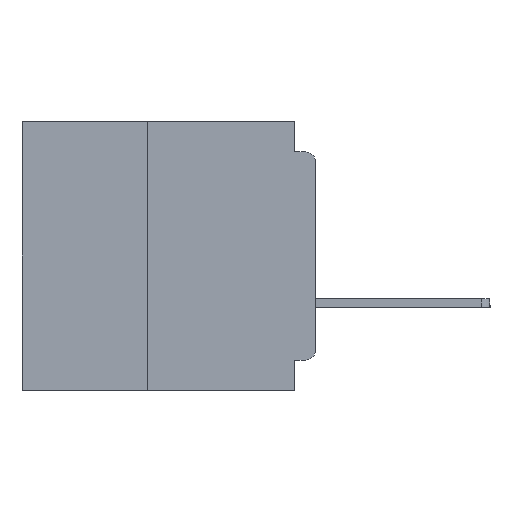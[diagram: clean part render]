
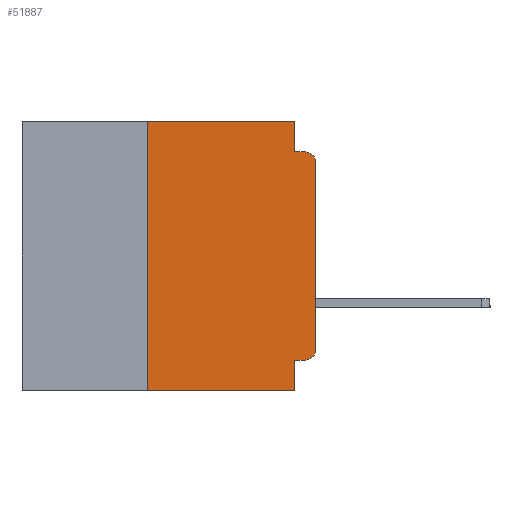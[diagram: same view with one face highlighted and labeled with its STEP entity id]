
A CAD part, left-side view. The second image highlights one B-rep face of the part: STEP entity #51887.
In plain terms, the highlighted planar face has unit normal (-1, 0, 0).
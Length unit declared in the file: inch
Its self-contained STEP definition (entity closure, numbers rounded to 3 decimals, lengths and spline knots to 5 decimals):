
#306 = LINE ( 'NONE', #39820, #59861 ) ;
#490 = CIRCLE ( 'NONE', #41845, 0.015 ) ;
#509 = VERTEX_POINT ( 'NONE', #39472 ) ;
#840 = EDGE_CURVE ( 'NONE', #509, #56032, #43967, .T. ) ;
#1084 = ORIENTED_EDGE ( 'NONE', *, *, #21600, .F. ) ;
#1610 = CARTESIAN_POINT ( 'NONE',  ( 0., 0.031, -0.4 ) ) ;
#1921 = CIRCLE ( 'NONE', #58233, 0.015 ) ;
#2207 = CARTESIAN_POINT ( 'NONE',  ( 0., 0., -0.045 ) ) ;
#3227 = ORIENTED_EDGE ( 'NONE', *, *, #11099, .T. ) ;
#3275 = EDGE_CURVE ( 'NONE', #33770, #5203, #306, .T. ) ;
#3806 = VERTEX_POINT ( 'NONE', #35889 ) ;
#4281 = EDGE_CURVE ( 'NONE', #8388, #36809, #58204, .T. ) ;
#5203 = VERTEX_POINT ( 'NONE', #29058 ) ;
#5960 = LINE ( 'NONE', #2207, #40493 ) ;
#6665 = EDGE_CURVE ( 'NONE', #51019, #3806, #5960, .T. ) ;
#7568 = CARTESIAN_POINT ( 'NONE',  ( 0., 0.25, -0.4 ) ) ;
#8388 = VERTEX_POINT ( 'NONE', #27386 ) ;
#8505 = VECTOR ( 'NONE', #39172, 39.37008 ) ;
#9038 = DIRECTION ( 'NONE',  ( -1., 0., 0. ) ) ;
#9732 = VECTOR ( 'NONE', #18176, 39.37008 ) ;
#10155 = EDGE_CURVE ( 'NONE', #5203, #27677, #60548, .T. ) ;
#10732 = ORIENTED_EDGE ( 'NONE', *, *, #6665, .F. ) ;
#11099 = EDGE_CURVE ( 'NONE', #53013, #27677, #58483, .T. ) ;
#12339 = PLANE ( 'NONE',  #55227 ) ;
#12760 = CARTESIAN_POINT ( 'NONE',  ( 0., 0.015, -0.06 ) ) ;
#12921 = VECTOR ( 'NONE', #48771, 39.37008 ) ;
#15555 = CARTESIAN_POINT ( 'NONE',  ( 0., 0.437, -0.4 ) ) ;
#16629 = EDGE_CURVE ( 'NONE', #56032, #3806, #1921, .T. ) ;
#16634 = FACE_OUTER_BOUND ( 'NONE', #30995, .T. ) ;
#16796 = ORIENTED_EDGE ( 'NONE', *, *, #20778, .T. ) ;
#17123 = DIRECTION ( 'NONE',  ( 1., 0., 0. ) ) ;
#17176 = CARTESIAN_POINT ( 'NONE',  ( 0., 0.437, 0. ) ) ;
#17548 = DIRECTION ( 'NONE',  ( 0., 0., -1. ) ) ;
#18176 = DIRECTION ( 'NONE',  ( 0., -1., 0. ) ) ;
#20778 = EDGE_CURVE ( 'NONE', #33770, #509, #490, .T. ) ;
#20993 = CARTESIAN_POINT ( 'NONE',  ( 0., 0., 0. ) ) ;
#21600 = EDGE_CURVE ( 'NONE', #36809, #51019, #50406, .T. ) ;
#22225 = VECTOR ( 'NONE', #59298, 39.37008 ) ;
#22441 = ORIENTED_EDGE ( 'NONE', *, *, #3275, .F. ) ;
#23177 = VECTOR ( 'NONE', #49096, 39.37008 ) ;
#27386 = CARTESIAN_POINT ( 'NONE',  ( 0., 0.25, 0. ) ) ;
#27677 = VERTEX_POINT ( 'NONE', #1610 ) ;
#29058 = CARTESIAN_POINT ( 'NONE',  ( 0., 0.031, -0.355 ) ) ;
#29314 = ORIENTED_EDGE ( 'NONE', *, *, #10155, .F. ) ;
#29452 = ORIENTED_EDGE ( 'NONE', *, *, #4281, .F. ) ;
#30166 = CARTESIAN_POINT ( 'NONE',  ( 0., 0.25, -0.4 ) ) ;
#30294 = DIRECTION ( 'NONE',  ( 0., 1., 0. ) ) ;
#30995 = EDGE_LOOP ( 'NONE', ( #33750, #33242, #10732, #1084, #29452, #33912, #3227, #29314, #22441, #16796 ) ) ;
#31558 = VECTOR ( 'NONE', #55237, 39.37008 ) ;
#31870 = EDGE_CURVE ( 'NONE', #53013, #8388, #34700, .T. ) ;
#33242 = ORIENTED_EDGE ( 'NONE', *, *, #16629, .T. ) ;
#33750 = ORIENTED_EDGE ( 'NONE', *, *, #840, .T. ) ;
#33770 = VERTEX_POINT ( 'NONE', #59094 ) ;
#33912 = ORIENTED_EDGE ( 'NONE', *, *, #31870, .F. ) ;
#34700 = LINE ( 'NONE', #7568, #22225 ) ;
#35889 = CARTESIAN_POINT ( 'NONE',  ( 0., 0.015, -0.045 ) ) ;
#36809 = VERTEX_POINT ( 'NONE', #55012 ) ;
#37180 = CARTESIAN_POINT ( 'NONE',  ( 0., 0.015, -0.34 ) ) ;
#38684 = CARTESIAN_POINT ( 'NONE',  ( 0., 0., -0.06 ) ) ;
#39172 = DIRECTION ( 'NONE',  ( 0., -1., 0. ) ) ;
#39472 = CARTESIAN_POINT ( 'NONE',  ( 0., 0., -0.34 ) ) ;
#39562 = CARTESIAN_POINT ( 'NONE',  ( 0., 0.031, 0. ) ) ;
#39820 = CARTESIAN_POINT ( 'NONE',  ( 0., 0., -0.355 ) ) ;
#40493 = VECTOR ( 'NONE', #53833, 39.37008 ) ;
#41845 = AXIS2_PLACEMENT_3D ( 'NONE', #37180, #9038, #41870 ) ;
#41870 = DIRECTION ( 'NONE',  ( 0., 0., -1. ) ) ;
#42225 = CARTESIAN_POINT ( 'NONE',  ( 0., 0.031, -0.045 ) ) ;
#43967 = LINE ( 'NONE', #20993, #31558 ) ;
#45198 = CARTESIAN_POINT ( 'NONE',  ( 0., 0.437, 0. ) ) ;
#45627 = DIRECTION ( 'NONE',  ( -1., 0., 0. ) ) ;
#48771 = DIRECTION ( 'NONE',  ( 0., 0., -1. ) ) ;
#49096 = DIRECTION ( 'NONE',  ( 0., 0., -1. ) ) ;
#49919 = DIRECTION ( 'NONE',  ( 0., 0., -1. ) ) ;
#50406 = LINE ( 'NONE', #39562, #12921 ) ;
#51019 = VERTEX_POINT ( 'NONE', #42225 ) ;
#51887 = ADVANCED_FACE ( 'NONE', ( #16634 ), #12339, .F. ) ;
#53013 = VERTEX_POINT ( 'NONE', #30166 ) ;
#53833 = DIRECTION ( 'NONE',  ( 0., -1., 0. ) ) ;
#53834 = CARTESIAN_POINT ( 'NONE',  ( 0., 0.031, -0.4 ) ) ;
#55012 = CARTESIAN_POINT ( 'NONE',  ( 0., 0.031, 0. ) ) ;
#55227 = AXIS2_PLACEMENT_3D ( 'NONE', #45198, #17123, #49919 ) ;
#55237 = DIRECTION ( 'NONE',  ( 0., 0., 1. ) ) ;
#56032 = VERTEX_POINT ( 'NONE', #38684 ) ;
#58204 = LINE ( 'NONE', #17176, #9732 ) ;
#58233 = AXIS2_PLACEMENT_3D ( 'NONE', #12760, #45627, #17548 ) ;
#58483 = LINE ( 'NONE', #15555, #8505 ) ;
#59094 = CARTESIAN_POINT ( 'NONE',  ( 0., 0.015, -0.355 ) ) ;
#59298 = DIRECTION ( 'NONE',  ( 0., 0., 1. ) ) ;
#59861 = VECTOR ( 'NONE', #30294, 39.37008 ) ;
#60548 = LINE ( 'NONE', #53834, #23177 ) ;
